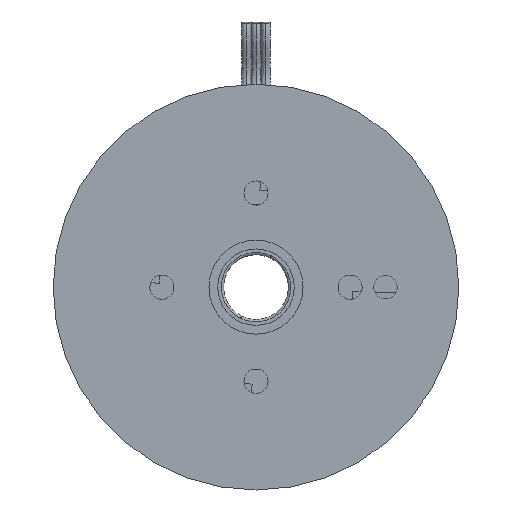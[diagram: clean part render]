
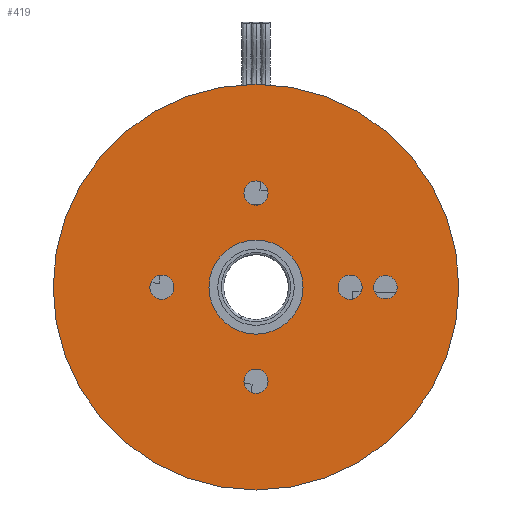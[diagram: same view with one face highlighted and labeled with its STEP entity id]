
A CAD part, front view. The second image highlights one B-rep face of the part: STEP entity #419.
In plain terms, the highlighted planar face has unit normal (0, -1, 0).
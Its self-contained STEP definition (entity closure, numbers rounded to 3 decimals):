
#82 = CIRCLE ( 'NONE', #1470, 1.025 ) ;
#157 = EDGE_LOOP ( 'NONE', ( #4112, #4730 ) ) ;
#178 = FACE_OUTER_BOUND ( 'NONE', #2707, .T. ) ;
#196 = CARTESIAN_POINT ( 'NONE',  ( 0., 0., 4. ) ) ;
#318 = CARTESIAN_POINT ( 'NONE',  ( 8., 0., -1.025 ) ) ;
#414 = AXIS2_PLACEMENT_3D ( 'NONE', #914, #6464, #7044 ) ;
#419 = ADVANCED_FACE ( 'NONE', ( #5710, #715, #2394, #3040, #5260, #178, #1301 ), #1856, .T. ) ;
#432 = CARTESIAN_POINT ( 'NONE',  ( 0., 0., 0. ) ) ;
#457 = VERTEX_POINT ( 'NONE', #318 ) ;
#489 = ORIENTED_EDGE ( 'NONE', *, *, #5944, .T. ) ;
#598 = AXIS2_PLACEMENT_3D ( 'NONE', #5980, #2038, #3684 ) ;
#600 = VERTEX_POINT ( 'NONE', #6651 ) ;
#631 = CARTESIAN_POINT ( 'NONE',  ( 0., 0., 0. ) ) ;
#637 = AXIS2_PLACEMENT_3D ( 'NONE', #2640, #4851, #7094 ) ;
#647 = EDGE_CURVE ( 'NONE', #765, #3625, #4246, .T. ) ;
#706 = ORIENTED_EDGE ( 'NONE', *, *, #4333, .F. ) ;
#715 = FACE_BOUND ( 'NONE', #6087, .T. ) ;
#765 = VERTEX_POINT ( 'NONE', #196 ) ;
#811 = EDGE_CURVE ( 'NONE', #6409, #6329, #5293, .T. ) ;
#839 = CARTESIAN_POINT ( 'NONE',  ( -8., 0., 1.025 ) ) ;
#846 = VERTEX_POINT ( 'NONE', #1941 ) ;
#863 = EDGE_CURVE ( 'NONE', #3341, #846, #82, .T. ) ;
#874 = CIRCLE ( 'NONE', #6241, 17.25 ) ;
#877 = AXIS2_PLACEMENT_3D ( 'NONE', #631, #4551, #1840 ) ;
#914 = CARTESIAN_POINT ( 'NONE',  ( -8., 0., 0. ) ) ;
#1008 = AXIS2_PLACEMENT_3D ( 'NONE', #1733, #4491, #1220 ) ;
#1093 = DIRECTION ( 'NONE',  ( 0., 0., -1. ) ) ;
#1194 = DIRECTION ( 'NONE',  ( 0., -1., 0. ) ) ;
#1220 = DIRECTION ( 'NONE',  ( 0., 0., -1. ) ) ;
#1301 = FACE_BOUND ( 'NONE', #7212, .T. ) ;
#1310 = VERTEX_POINT ( 'NONE', #5572 ) ;
#1395 = ORIENTED_EDGE ( 'NONE', *, *, #647, .F. ) ;
#1470 = AXIS2_PLACEMENT_3D ( 'NONE', #4731, #6935, #3614 ) ;
#1484 = CARTESIAN_POINT ( 'NONE',  ( 0., 0., 9.025 ) ) ;
#1494 = EDGE_CURVE ( 'NONE', #846, #3341, #5076, .T. ) ;
#1554 = EDGE_LOOP ( 'NONE', ( #4165, #2584 ) ) ;
#1592 = CIRCLE ( 'NONE', #1008, 1. ) ;
#1705 = CARTESIAN_POINT ( 'NONE',  ( 8., 0., 1.025 ) ) ;
#1733 = CARTESIAN_POINT ( 'NONE',  ( 11., 0., 0. ) ) ;
#1803 = CIRCLE ( 'NONE', #637, 1.025 ) ;
#1835 = VERTEX_POINT ( 'NONE', #4499 ) ;
#1840 = DIRECTION ( 'NONE',  ( 0., 0., -1. ) ) ;
#1856 = PLANE ( 'NONE',  #5885 ) ;
#1859 = AXIS2_PLACEMENT_3D ( 'NONE', #4646, #4071, #3534 ) ;
#1860 = ORIENTED_EDGE ( 'NONE', *, *, #2476, .F. ) ;
#1936 = EDGE_CURVE ( 'NONE', #600, #3405, #1592, .T. ) ;
#1941 = CARTESIAN_POINT ( 'NONE',  ( 0., 0., 6.975 ) ) ;
#2038 = DIRECTION ( 'NONE',  ( 0., -1., 0. ) ) ;
#2336 = AXIS2_PLACEMENT_3D ( 'NONE', #6095, #2773, #1093 ) ;
#2360 = CARTESIAN_POINT ( 'NONE',  ( 0., 0., -8. ) ) ;
#2383 = CARTESIAN_POINT ( 'NONE',  ( -8., 0., 0. ) ) ;
#2386 = EDGE_CURVE ( 'NONE', #1310, #3227, #6462, .T. ) ;
#2394 = FACE_BOUND ( 'NONE', #4486, .T. ) ;
#2476 = EDGE_CURVE ( 'NONE', #6640, #1835, #7042, .T. ) ;
#2512 = EDGE_LOOP ( 'NONE', ( #706, #3432 ) ) ;
#2531 = VERTEX_POINT ( 'NONE', #1705 ) ;
#2576 = DIRECTION ( 'NONE',  ( 0., -1., 0. ) ) ;
#2584 = ORIENTED_EDGE ( 'NONE', *, *, #863, .F. ) ;
#2640 = CARTESIAN_POINT ( 'NONE',  ( 8., 0., 0. ) ) ;
#2707 = EDGE_LOOP ( 'NONE', ( #489, #6885 ) ) ;
#2728 = AXIS2_PLACEMENT_3D ( 'NONE', #2383, #4525, #5621 ) ;
#2773 = DIRECTION ( 'NONE',  ( 0., -1., 0. ) ) ;
#2833 = EDGE_CURVE ( 'NONE', #2531, #457, #1803, .T. ) ;
#2955 = EDGE_CURVE ( 'NONE', #6329, #6409, #5404, .T. ) ;
#2960 = AXIS2_PLACEMENT_3D ( 'NONE', #432, #6674, #4318 ) ;
#3040 = FACE_BOUND ( 'NONE', #2512, .T. ) ;
#3077 = DIRECTION ( 'NONE',  ( 0., 0., -1. ) ) ;
#3216 = AXIS2_PLACEMENT_3D ( 'NONE', #5900, #2576, #4791 ) ;
#3227 = VERTEX_POINT ( 'NONE', #4104 ) ;
#3341 = VERTEX_POINT ( 'NONE', #1484 ) ;
#3405 = VERTEX_POINT ( 'NONE', #5932 ) ;
#3431 = AXIS2_PLACEMENT_3D ( 'NONE', #2360, #1194, #5050 ) ;
#3432 = ORIENTED_EDGE ( 'NONE', *, *, #2833, .F. ) ;
#3526 = CARTESIAN_POINT ( 'NONE',  ( 0., 0., 0. ) ) ;
#3534 = DIRECTION ( 'NONE',  ( 0., 0., -1. ) ) ;
#3614 = DIRECTION ( 'NONE',  ( 0., 0., -1. ) ) ;
#3625 = VERTEX_POINT ( 'NONE', #6836 ) ;
#3631 = DIRECTION ( 'NONE',  ( 0., -1., 0. ) ) ;
#3684 = DIRECTION ( 'NONE',  ( 0., 0., -1. ) ) ;
#3738 = ORIENTED_EDGE ( 'NONE', *, *, #6803, .F. ) ;
#3801 = EDGE_CURVE ( 'NONE', #3405, #600, #5446, .T. ) ;
#3842 = ORIENTED_EDGE ( 'NONE', *, *, #811, .F. ) ;
#3954 = CARTESIAN_POINT ( 'NONE',  ( 8., 0., 0. ) ) ;
#4071 = DIRECTION ( 'NONE',  ( 0., -1., 0. ) ) ;
#4104 = CARTESIAN_POINT ( 'NONE',  ( 0., 0., -17.25 ) ) ;
#4112 = ORIENTED_EDGE ( 'NONE', *, *, #3801, .F. ) ;
#4165 = ORIENTED_EDGE ( 'NONE', *, *, #1494, .F. ) ;
#4246 = CIRCLE ( 'NONE', #877, 4. ) ;
#4291 = AXIS2_PLACEMENT_3D ( 'NONE', #3954, #5080, #6185 ) ;
#4318 = DIRECTION ( 'NONE',  ( 0., 0., -1. ) ) ;
#4333 = EDGE_CURVE ( 'NONE', #457, #2531, #5336, .T. ) ;
#4404 = CARTESIAN_POINT ( 'NONE',  ( 0., 0., -6.975 ) ) ;
#4486 = EDGE_LOOP ( 'NONE', ( #6622, #1860 ) ) ;
#4491 = DIRECTION ( 'NONE',  ( 0., -1., 0. ) ) ;
#4499 = CARTESIAN_POINT ( 'NONE',  ( 0., 0., -9.025 ) ) ;
#4525 = DIRECTION ( 'NONE',  ( 0., -1., 0. ) ) ;
#4551 = DIRECTION ( 'NONE',  ( 0., -1., 0. ) ) ;
#4646 = CARTESIAN_POINT ( 'NONE',  ( 11., 0., 0. ) ) ;
#4730 = ORIENTED_EDGE ( 'NONE', *, *, #1936, .F. ) ;
#4731 = CARTESIAN_POINT ( 'NONE',  ( 0., 0., 8. ) ) ;
#4791 = DIRECTION ( 'NONE',  ( 0., 0., -1. ) ) ;
#4851 = DIRECTION ( 'NONE',  ( 0., -1., 0. ) ) ;
#5050 = DIRECTION ( 'NONE',  ( 0., 0., -1. ) ) ;
#5076 = CIRCLE ( 'NONE', #3216, 1.025 ) ;
#5080 = DIRECTION ( 'NONE',  ( 0., -1., 0. ) ) ;
#5260 = FACE_BOUND ( 'NONE', #1554, .T. ) ;
#5293 = CIRCLE ( 'NONE', #414, 1.025 ) ;
#5336 = CIRCLE ( 'NONE', #4291, 1.025 ) ;
#5390 = CARTESIAN_POINT ( 'NONE',  ( -8., 0., -1.025 ) ) ;
#5404 = CIRCLE ( 'NONE', #2728, 1.025 ) ;
#5446 = CIRCLE ( 'NONE', #1859, 1. ) ;
#5572 = CARTESIAN_POINT ( 'NONE',  ( 0., 0., 17.25 ) ) ;
#5598 = CIRCLE ( 'NONE', #2336, 1.025 ) ;
#5621 = DIRECTION ( 'NONE',  ( 0., 0., -1. ) ) ;
#5710 = FACE_BOUND ( 'NONE', #157, .T. ) ;
#5747 = CARTESIAN_POINT ( 'NONE',  ( 4., 0., 0. ) ) ;
#5815 = DIRECTION ( 'NONE',  ( 0., 0., -1. ) ) ;
#5885 = AXIS2_PLACEMENT_3D ( 'NONE', #5747, #3631, #3077 ) ;
#5900 = CARTESIAN_POINT ( 'NONE',  ( 0., 0., 8. ) ) ;
#5932 = CARTESIAN_POINT ( 'NONE',  ( 11., 0., -1. ) ) ;
#5944 = EDGE_CURVE ( 'NONE', #3227, #1310, #874, .T. ) ;
#5980 = CARTESIAN_POINT ( 'NONE',  ( 0., 0., 0. ) ) ;
#6087 = EDGE_LOOP ( 'NONE', ( #3842, #6758 ) ) ;
#6095 = CARTESIAN_POINT ( 'NONE',  ( 0., 0., -8. ) ) ;
#6185 = DIRECTION ( 'NONE',  ( 0., 0., -1. ) ) ;
#6241 = AXIS2_PLACEMENT_3D ( 'NONE', #3526, #6333, #5815 ) ;
#6329 = VERTEX_POINT ( 'NONE', #839 ) ;
#6333 = DIRECTION ( 'NONE',  ( 0., -1., 0. ) ) ;
#6409 = VERTEX_POINT ( 'NONE', #5390 ) ;
#6462 = CIRCLE ( 'NONE', #2960, 17.25 ) ;
#6464 = DIRECTION ( 'NONE',  ( 0., -1., 0. ) ) ;
#6543 = CIRCLE ( 'NONE', #598, 4. ) ;
#6622 = ORIENTED_EDGE ( 'NONE', *, *, #6657, .F. ) ;
#6640 = VERTEX_POINT ( 'NONE', #4404 ) ;
#6651 = CARTESIAN_POINT ( 'NONE',  ( 11., 0., 1. ) ) ;
#6657 = EDGE_CURVE ( 'NONE', #1835, #6640, #5598, .T. ) ;
#6674 = DIRECTION ( 'NONE',  ( 0., -1., 0. ) ) ;
#6758 = ORIENTED_EDGE ( 'NONE', *, *, #2955, .F. ) ;
#6803 = EDGE_CURVE ( 'NONE', #3625, #765, #6543, .T. ) ;
#6836 = CARTESIAN_POINT ( 'NONE',  ( 0., 0., -4. ) ) ;
#6885 = ORIENTED_EDGE ( 'NONE', *, *, #2386, .T. ) ;
#6935 = DIRECTION ( 'NONE',  ( 0., -1., 0. ) ) ;
#7042 = CIRCLE ( 'NONE', #3431, 1.025 ) ;
#7044 = DIRECTION ( 'NONE',  ( 0., 0., -1. ) ) ;
#7094 = DIRECTION ( 'NONE',  ( 0., 0., -1. ) ) ;
#7212 = EDGE_LOOP ( 'NONE', ( #3738, #1395 ) ) ;
